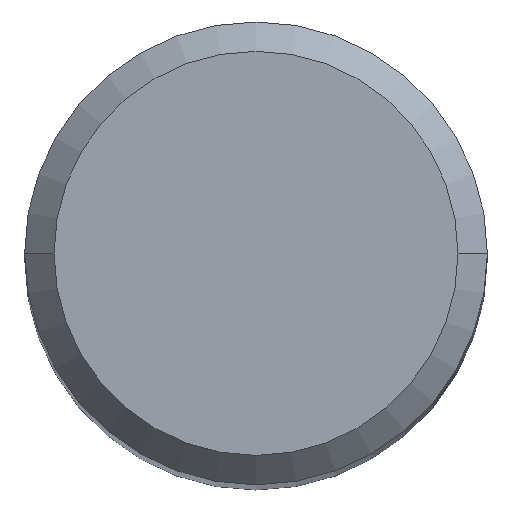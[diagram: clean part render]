
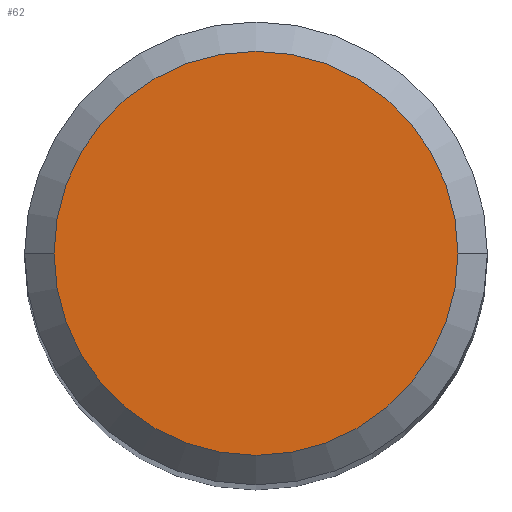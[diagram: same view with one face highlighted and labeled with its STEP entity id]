
A CAD part, top view. The second image highlights one B-rep face of the part: STEP entity #62.
In plain terms, the highlighted planar face has unit normal (0, 0, 1).
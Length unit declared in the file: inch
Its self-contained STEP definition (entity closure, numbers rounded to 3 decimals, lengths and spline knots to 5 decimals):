
#20 = CARTESIAN_POINT ( 'NONE',  ( 0.10311, 0., 2.95276 ) ) ;
#53 = CARTESIAN_POINT ( 'NONE',  ( 0., 0., 2.95276 ) ) ;
#62 = ADVANCED_FACE ( 'NONE', ( #302 ), #308, .T. ) ;
#74 = CARTESIAN_POINT ( 'NONE',  ( 0., 0., 2.95276 ) ) ;
#77 = DIRECTION ( 'NONE',  ( 0., 0., 1. ) ) ;
#78 = CARTESIAN_POINT ( 'NONE',  ( 0., 0., 2.95276 ) ) ;
#80 = AXIS2_PLACEMENT_3D ( 'NONE', #53, #161, #270 ) ;
#101 = DIRECTION ( 'NONE',  ( 1., 0., 0. ) ) ;
#112 = CARTESIAN_POINT ( 'NONE',  ( -0.10311, 0., 2.95276 ) ) ;
#120 = ORIENTED_EDGE ( 'NONE', *, *, #151, .T. ) ;
#130 = VERTEX_POINT ( 'NONE', #20 ) ;
#151 = EDGE_CURVE ( 'NONE', #316, #130, #253, .T. ) ;
#161 = DIRECTION ( 'NONE',  ( 0., 0., 1. ) ) ;
#195 = EDGE_CURVE ( 'NONE', #130, #316, #233, .T. ) ;
#200 = DIRECTION ( 'NONE',  ( 1., 0., 0. ) ) ;
#203 = DIRECTION ( 'NONE',  ( 0., 0., 1. ) ) ;
#224 = AXIS2_PLACEMENT_3D ( 'NONE', #78, #77, #101 ) ;
#227 = EDGE_LOOP ( 'NONE', ( #120, #287 ) ) ;
#233 = CIRCLE ( 'NONE', #80, 0.10311 ) ;
#253 = CIRCLE ( 'NONE', #224, 0.10311 ) ;
#270 = DIRECTION ( 'NONE',  ( 1., 0., 0. ) ) ;
#287 = ORIENTED_EDGE ( 'NONE', *, *, #195, .T. ) ;
#302 = FACE_OUTER_BOUND ( 'NONE', #227, .T. ) ;
#308 = PLANE ( 'NONE',  #333 ) ;
#316 = VERTEX_POINT ( 'NONE', #112 ) ;
#333 = AXIS2_PLACEMENT_3D ( 'NONE', #74, #203, #200 ) ;
